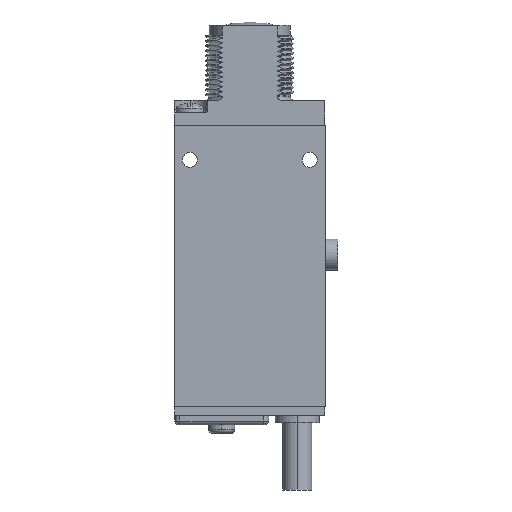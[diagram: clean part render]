
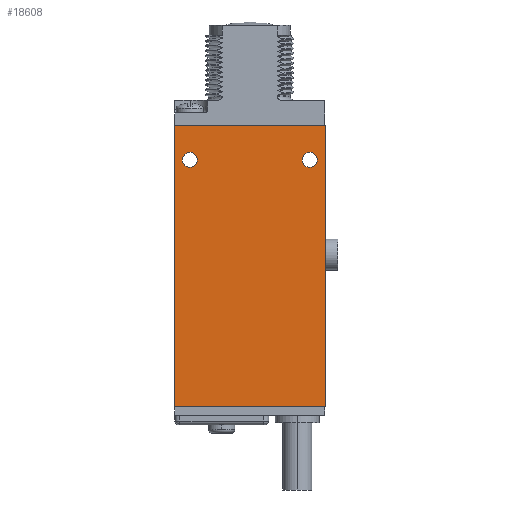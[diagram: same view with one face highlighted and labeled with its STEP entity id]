
A CAD part, left-side view. The second image highlights one B-rep face of the part: STEP entity #18608.
In plain terms, the highlighted planar face has unit normal (-1, 0, 0).
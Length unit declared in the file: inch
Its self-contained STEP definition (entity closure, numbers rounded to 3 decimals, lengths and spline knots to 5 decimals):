
#4506=DIRECTION('',(0.,0.,-1.));
#4507=VECTOR('',#4506,2.25);
#4508=CARTESIAN_POINT('',(-0.24,0.,0.));
#4509=LINE('',#4508,#4507);
#4510=DIRECTION('',(0.,1.,0.));
#4511=VECTOR('',#4510,1.21);
#4512=CARTESIAN_POINT('',(-0.24,0.,-2.25));
#4513=LINE('',#4512,#4511);
#4514=DIRECTION('',(0.,0.,1.));
#4515=VECTOR('',#4514,2.25);
#4516=CARTESIAN_POINT('',(-0.24,1.21,-2.25));
#4517=LINE('',#4516,#4515);
#4518=DIRECTION('',(0.,-1.,0.));
#4519=VECTOR('',#4518,1.21);
#4520=CARTESIAN_POINT('',(-0.24,1.21,0.));
#4521=LINE('',#4520,#4519);
#4522=CARTESIAN_POINT('',(-0.24,1.085,-0.275));
#4523=DIRECTION('',(1.,0.,0.));
#4524=DIRECTION('',(0.,0.,-1.));
#4525=AXIS2_PLACEMENT_3D('',#4522,#4523,#4524);
#4527=CARTESIAN_POINT('',(-0.24,1.085,-0.275));
#4528=DIRECTION('',(1.,0.,0.));
#4529=DIRECTION('',(0.,0.,1.));
#4530=AXIS2_PLACEMENT_3D('',#4527,#4528,#4529);
#4532=CARTESIAN_POINT('',(-0.24,0.125,-0.275));
#4533=DIRECTION('',(1.,0.,0.));
#4534=DIRECTION('',(0.,0.,-1.));
#4535=AXIS2_PLACEMENT_3D('',#4532,#4533,#4534);
#4537=CARTESIAN_POINT('',(-0.24,0.125,-0.275));
#4538=DIRECTION('',(1.,0.,0.));
#4539=DIRECTION('',(0.,0.,1.));
#4540=AXIS2_PLACEMENT_3D('',#4537,#4538,#4539);
#10509=CARTESIAN_POINT('',(-0.24,0.,0.));
#10510=CARTESIAN_POINT('',(-0.24,0.,-2.25));
#10511=VERTEX_POINT('',#10509);
#10512=VERTEX_POINT('',#10510);
#10513=CARTESIAN_POINT('',(-0.24,1.21,-2.25));
#10514=VERTEX_POINT('',#10513);
#10515=CARTESIAN_POINT('',(-0.24,1.21,0.));
#10516=VERTEX_POINT('',#10515);
#10533=CARTESIAN_POINT('',(-0.24,1.085,-0.335));
#10534=CARTESIAN_POINT('',(-0.24,1.085,-0.215));
#10535=VERTEX_POINT('',#10533);
#10536=VERTEX_POINT('',#10534);
#10537=CARTESIAN_POINT('',(-0.24,0.125,-0.335));
#10538=CARTESIAN_POINT('',(-0.24,0.125,-0.215));
#10539=VERTEX_POINT('',#10537);
#10540=VERTEX_POINT('',#10538);
#18582=CARTESIAN_POINT('',(-0.24,0.,0.));
#18583=DIRECTION('',(1.,0.,0.));
#18584=DIRECTION('',(0.,0.,-1.));
#18585=AXIS2_PLACEMENT_3D('',#18582,#18583,#18584);
#18586=PLANE('',#18585);
#18588=ORIENTED_EDGE('',*,*,#18587,.T.);
#18589=ORIENTED_EDGE('',*,*,#18562,.T.);
#18591=ORIENTED_EDGE('',*,*,#18590,.T.);
#18593=ORIENTED_EDGE('',*,*,#18592,.T.);
#18594=EDGE_LOOP('',(#18588,#18589,#18591,#18593));
#18595=FACE_OUTER_BOUND('',#18594,.F.);
#18597=ORIENTED_EDGE('',*,*,#18596,.F.);
#18599=ORIENTED_EDGE('',*,*,#18598,.F.);
#18600=EDGE_LOOP('',(#18597,#18599));
#18601=FACE_BOUND('',#18600,.F.);
#18603=ORIENTED_EDGE('',*,*,#18602,.F.);
#18605=ORIENTED_EDGE('',*,*,#18604,.F.);
#18606=EDGE_LOOP('',(#18603,#18605));
#18607=FACE_BOUND('',#18606,.F.);
#18608=ADVANCED_FACE('',(#18595,#18601,#18607),#18586,.F.);
#4526=CIRCLE('',#4525,0.06);
#4531=CIRCLE('',#4530,0.06);
#4536=CIRCLE('',#4535,0.06);
#4541=CIRCLE('',#4540,0.06);
#18562=EDGE_CURVE('',#10512,#10514,#4513,.T.);
#18587=EDGE_CURVE('',#10511,#10512,#4509,.T.);
#18590=EDGE_CURVE('',#10514,#10516,#4517,.T.);
#18592=EDGE_CURVE('',#10516,#10511,#4521,.T.);
#18596=EDGE_CURVE('',#10535,#10536,#4526,.T.);
#18598=EDGE_CURVE('',#10536,#10535,#4531,.T.);
#18602=EDGE_CURVE('',#10539,#10540,#4536,.T.);
#18604=EDGE_CURVE('',#10540,#10539,#4541,.T.);
